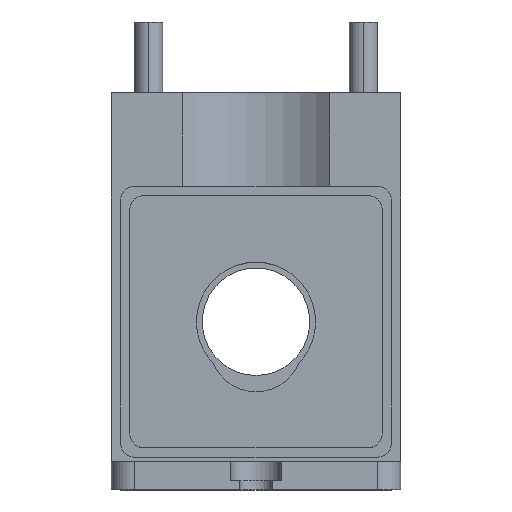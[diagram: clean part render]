
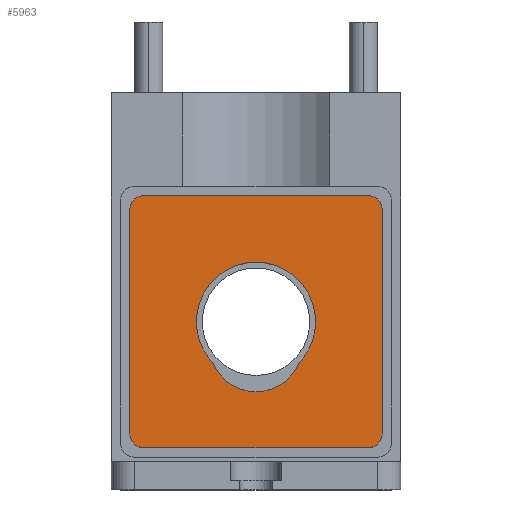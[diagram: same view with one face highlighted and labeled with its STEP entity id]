
A CAD part, top view. The second image highlights one B-rep face of the part: STEP entity #5963.
In plain terms, the highlighted planar face has unit normal (0, 0, 1).
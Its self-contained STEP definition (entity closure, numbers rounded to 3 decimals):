
#341 = CARTESIAN_POINT ( 'NONE',  ( -6.816, -6.8, 19. ) ) ;
#396 = VERTEX_POINT ( 'NONE', #7895 ) ;
#512 = DIRECTION ( 'NONE',  ( 1., 0., 0. ) ) ;
#609 = EDGE_CURVE ( 'NONE', #10184, #1596, #3955, .T. ) ;
#725 = EDGE_CURVE ( 'NONE', #396, #3198, #7396, .T. ) ;
#995 = DIRECTION ( 'NONE',  ( 1., 0., 0. ) ) ;
#1010 = EDGE_LOOP ( 'NONE', ( #8037, #6297, #9687, #3867, #2657, #8742, #10953, #4687 ) ) ;
#1290 = CARTESIAN_POINT ( 'NONE',  ( -16.083, -15.556, 19. ) ) ;
#1298 = CARTESIAN_POINT ( 'NONE',  ( -33.816, 20.2, 19. ) ) ;
#1300 = PLANE ( 'NONE',  #1598 ) ;
#1331 = EDGE_CURVE ( 'NONE', #4277, #5043, #7313, .T. ) ;
#1368 = LINE ( 'NONE', #3089, #4217 ) ;
#1569 = CARTESIAN_POINT ( 'NONE',  ( -6.816, -6.8, 19. ) ) ;
#1596 = VERTEX_POINT ( 'NONE', #5814 ) ;
#1598 = AXIS2_PLACEMENT_3D ( 'NONE', #9753, #4792, #5733 ) ;
#1619 = EDGE_CURVE ( 'NONE', #8336, #5364, #7711, .T. ) ;
#1678 = CARTESIAN_POINT ( 'NONE',  ( -30.816, -30.8, 19. ) ) ;
#1829 = DIRECTION ( 'NONE',  ( 0., 0., 1. ) ) ;
#1964 = LINE ( 'NONE', #1298, #4748 ) ;
#1982 = VERTEX_POINT ( 'NONE', #5689 ) ;
#2202 = EDGE_LOOP ( 'NONE', ( #2959, #10135, #4526, #4604 ) ) ;
#2295 = DIRECTION ( 'NONE',  ( 1., 0., 0. ) ) ;
#2366 = VERTEX_POINT ( 'NONE', #1290 ) ;
#2484 = AXIS2_PLACEMENT_3D ( 'NONE', #2611, #5991, #9499 ) ;
#2611 = CARTESIAN_POINT ( 'NONE',  ( 17.184, 17.2, 19. ) ) ;
#2657 = ORIENTED_EDGE ( 'NONE', *, *, #8819, .T. ) ;
#2670 = CARTESIAN_POINT ( 'NONE',  ( -6.816, -11.8, 19. ) ) ;
#2708 = CARTESIAN_POINT ( 'NONE',  ( 20.184, -30.8, 19. ) ) ;
#2932 = AXIS2_PLACEMENT_3D ( 'NONE', #3099, #4818, #3322 ) ;
#2959 = ORIENTED_EDGE ( 'NONE', *, *, #8385, .F. ) ;
#3089 = CARTESIAN_POINT ( 'NONE',  ( -33.816, 20.2, 19. ) ) ;
#3099 = CARTESIAN_POINT ( 'NONE',  ( -30.816, 17.2, 19. ) ) ;
#3198 = VERTEX_POINT ( 'NONE', #5373 ) ;
#3322 = DIRECTION ( 'NONE',  ( 1., 0., 0. ) ) ;
#3600 = VERTEX_POINT ( 'NONE', #5916 ) ;
#3739 = DIRECTION ( 'NONE',  ( 0., 0., 1. ) ) ;
#3786 = CARTESIAN_POINT ( 'NONE',  ( -30.816, -33.8, 19. ) ) ;
#3867 = ORIENTED_EDGE ( 'NONE', *, *, #5342, .T. ) ;
#3955 = LINE ( 'NONE', #9018, #8465 ) ;
#4033 = AXIS2_PLACEMENT_3D ( 'NONE', #2670, #1829, #995 ) ;
#4084 = AXIS2_PLACEMENT_3D ( 'NONE', #7237, #5628, #10638 ) ;
#4217 = VECTOR ( 'NONE', #10822, 1000. ) ;
#4277 = VERTEX_POINT ( 'NONE', #2708 ) ;
#4404 = EDGE_CURVE ( 'NONE', #5364, #3600, #1368, .T. ) ;
#4526 = ORIENTED_EDGE ( 'NONE', *, *, #10124, .F. ) ;
#4536 = EDGE_CURVE ( 'NONE', #1596, #4277, #8112, .T. ) ;
#4604 = ORIENTED_EDGE ( 'NONE', *, *, #725, .F. ) ;
#4687 = ORIENTED_EDGE ( 'NONE', *, *, #9208, .T. ) ;
#4748 = VECTOR ( 'NONE', #8858, 1000. ) ;
#4749 = CARTESIAN_POINT ( 'NONE',  ( 17.184, -30.8, 19. ) ) ;
#4792 = DIRECTION ( 'NONE',  ( 0., 0., 1. ) ) ;
#4818 = DIRECTION ( 'NONE',  ( 0., 0., 1. ) ) ;
#5043 = VERTEX_POINT ( 'NONE', #6238 ) ;
#5122 = CIRCLE ( 'NONE', #5648, 3. ) ;
#5167 = CARTESIAN_POINT ( 'NONE',  ( -30.816, 20.2, 19. ) ) ;
#5342 = EDGE_CURVE ( 'NONE', #5043, #5815, #7434, .T. ) ;
#5364 = VERTEX_POINT ( 'NONE', #9276 ) ;
#5373 = CARTESIAN_POINT ( 'NONE',  ( 5.934, -6.8, 19. ) ) ;
#5628 = DIRECTION ( 'NONE',  ( 0., 0., 1. ) ) ;
#5648 = AXIS2_PLACEMENT_3D ( 'NONE', #1678, #9410, #6736 ) ;
#5689 = CARTESIAN_POINT ( 'NONE',  ( -19.566, -6.8, 19. ) ) ;
#5728 = DIRECTION ( 'NONE',  ( 1., 0., 0. ) ) ;
#5733 = DIRECTION ( 'NONE',  ( 1., 0., 0. ) ) ;
#5814 = CARTESIAN_POINT ( 'NONE',  ( 17.184, -33.8, 19. ) ) ;
#5815 = VERTEX_POINT ( 'NONE', #6239 ) ;
#5916 = CARTESIAN_POINT ( 'NONE',  ( -33.816, -30.8, 19. ) ) ;
#5946 = EDGE_CURVE ( 'NONE', #1982, #2366, #8521, .T. ) ;
#5963 = ADVANCED_FACE ( 'NONE', ( #7400, #9027 ), #1300, .T. ) ;
#5991 = DIRECTION ( 'NONE',  ( 0., 0., 1. ) ) ;
#6238 = CARTESIAN_POINT ( 'NONE',  ( 20.184, 17.2, 19. ) ) ;
#6239 = CARTESIAN_POINT ( 'NONE',  ( 17.184, 20.2, 19. ) ) ;
#6297 = ORIENTED_EDGE ( 'NONE', *, *, #4536, .T. ) ;
#6312 = DIRECTION ( 'NONE',  ( 0., 1., 0. ) ) ;
#6509 = AXIS2_PLACEMENT_3D ( 'NONE', #1569, #9290, #5728 ) ;
#6736 = DIRECTION ( 'NONE',  ( 1., 0., 0. ) ) ;
#7237 = CARTESIAN_POINT ( 'NONE',  ( -6.816, -6.8, 19. ) ) ;
#7313 = LINE ( 'NONE', #9663, #9821 ) ;
#7396 = CIRCLE ( 'NONE', #6509, 12.75 ) ;
#7400 = FACE_BOUND ( 'NONE', #2202, .T. ) ;
#7434 = CIRCLE ( 'NONE', #2484, 3. ) ;
#7711 = CIRCLE ( 'NONE', #2932, 3. ) ;
#7895 = CARTESIAN_POINT ( 'NONE',  ( 2.452, -15.556, 19. ) ) ;
#8037 = ORIENTED_EDGE ( 'NONE', *, *, #609, .T. ) ;
#8112 = CIRCLE ( 'NONE', #10974, 3. ) ;
#8336 = VERTEX_POINT ( 'NONE', #5167 ) ;
#8385 = EDGE_CURVE ( 'NONE', #2366, #396, #8824, .T. ) ;
#8465 = VECTOR ( 'NONE', #512, 1000. ) ;
#8500 = AXIS2_PLACEMENT_3D ( 'NONE', #341, #3739, #2295 ) ;
#8521 = CIRCLE ( 'NONE', #4084, 12.75 ) ;
#8742 = ORIENTED_EDGE ( 'NONE', *, *, #1619, .T. ) ;
#8819 = EDGE_CURVE ( 'NONE', #5815, #8336, #1964, .T. ) ;
#8824 = CIRCLE ( 'NONE', #4033, 10. ) ;
#8858 = DIRECTION ( 'NONE',  ( -1., 0., 0. ) ) ;
#9018 = CARTESIAN_POINT ( 'NONE',  ( -33.816, -33.8, 19. ) ) ;
#9027 = FACE_OUTER_BOUND ( 'NONE', #1010, .T. ) ;
#9041 = DIRECTION ( 'NONE',  ( 1., 0., 0. ) ) ;
#9208 = EDGE_CURVE ( 'NONE', #3600, #10184, #5122, .T. ) ;
#9276 = CARTESIAN_POINT ( 'NONE',  ( -33.816, 17.2, 19. ) ) ;
#9290 = DIRECTION ( 'NONE',  ( 0., 0., 1. ) ) ;
#9410 = DIRECTION ( 'NONE',  ( 0., 0., 1. ) ) ;
#9499 = DIRECTION ( 'NONE',  ( 1., 0., 0. ) ) ;
#9663 = CARTESIAN_POINT ( 'NONE',  ( 20.184, 20.2, 19. ) ) ;
#9687 = ORIENTED_EDGE ( 'NONE', *, *, #1331, .T. ) ;
#9753 = CARTESIAN_POINT ( 'NONE',  ( 20.184, -33.8, 19. ) ) ;
#9821 = VECTOR ( 'NONE', #6312, 1000. ) ;
#10101 = CIRCLE ( 'NONE', #8500, 12.75 ) ;
#10124 = EDGE_CURVE ( 'NONE', #3198, #1982, #10101, .T. ) ;
#10135 = ORIENTED_EDGE ( 'NONE', *, *, #5946, .F. ) ;
#10184 = VERTEX_POINT ( 'NONE', #3786 ) ;
#10592 = DIRECTION ( 'NONE',  ( 0., 0., 1. ) ) ;
#10638 = DIRECTION ( 'NONE',  ( 1., 0., 0. ) ) ;
#10822 = DIRECTION ( 'NONE',  ( 0., -1., 0. ) ) ;
#10953 = ORIENTED_EDGE ( 'NONE', *, *, #4404, .T. ) ;
#10974 = AXIS2_PLACEMENT_3D ( 'NONE', #4749, #10592, #9041 ) ;
